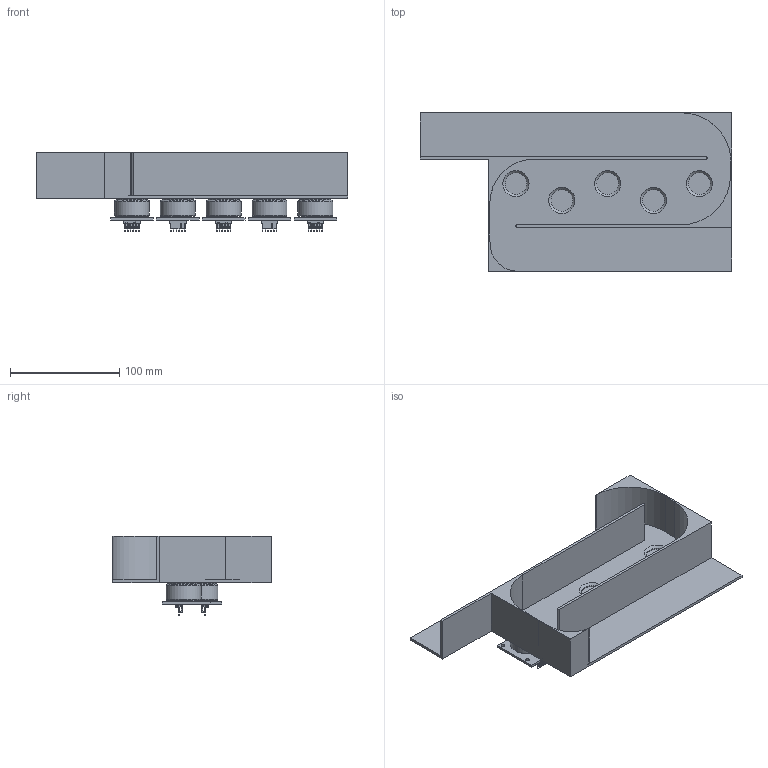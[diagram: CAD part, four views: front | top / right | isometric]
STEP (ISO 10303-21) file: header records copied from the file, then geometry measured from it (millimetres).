
FILE_DESCRIPTION(('FreeCAD Model'),'2;1');
FILE_NAME('intermedio.step', '2017-11-24T11:20:15',('Author'),(''), 'Open CASCADE STEP processor 6.8','FreeCAD','Unknown');
FILE_SCHEMA(('AUTOMOTIVE_DESIGN_CC2 { 1 2 10303 214 -1 1 5 4 }'));
Products named in the file (1): Fusion004002
Bounding box: 285 x 145 x 72.68 mm (x, y, z)
Volume: 275040.3 mm3; surface area: 158577.9 mm2
Topology: 1 solids, 1 shells, 1124 faces, 2771 edges, 1759 vertices
Faces by surface type: plane 1041, cylinder 52, torus 25, cone 5, bspline 1
Full cylindrical faces by diameter (mm): 3.2 x20, 20 x10, 25 x10, 32 x5
Entity records: 71411 total; most frequent: CARTESIAN_POINT 14502, DIRECTION 10539, LINE 7900, VECTOR 7900, ORIENTED_EDGE 5542, PCURVE 5542, DEFINITIONAL_REPRESENTATION 5542, EDGE_CURVE 2771
